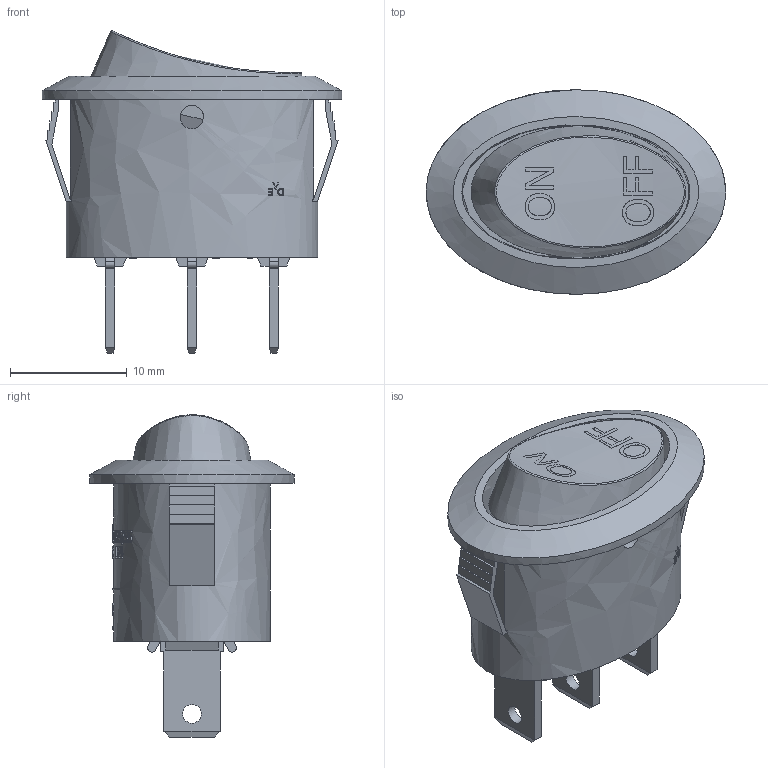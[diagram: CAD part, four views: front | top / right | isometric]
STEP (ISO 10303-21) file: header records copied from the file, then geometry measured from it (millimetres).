
FILE_DESCRIPTION((''),'2;1');
FILE_NAME('RE1113x023-1xx.stp','2018-03-16T11:48:04',('mwilliams'),(''),'Autodesk Inventor 2012','Autodesk Inventor 2012','');
FILE_SCHEMA(('AUTOMOTIVE_DESIGN { 1 0 10303 214 1 1 1 1 }'));
Length unit declared in the file: millimetre
Products named in the file (1): RE1113x023-1xx
Bounding box: 25.59 x 17.5 x 27.58 mm (x, y, z)
Volume: 1934 mm3; surface area: 3301.7 mm2
Topology: 1 solids, 1 shells, 1048 faces, 2862 edges, 1904 vertices
Faces by surface type: plane 614, bspline 405, cylinder 29
Full cylindrical faces by diameter (mm): 1.6 x3, 2 x4
Entity records: 43090 total; most frequent: CARTESIAN_POINT 18619, ORIENTED_EDGE 5702, DIRECTION 3973, EDGE_CURVE 2851, VERTEX_POINT 1900, VECTOR 1557, LINE 1557, AXIS2_PLACEMENT_3D 1208
